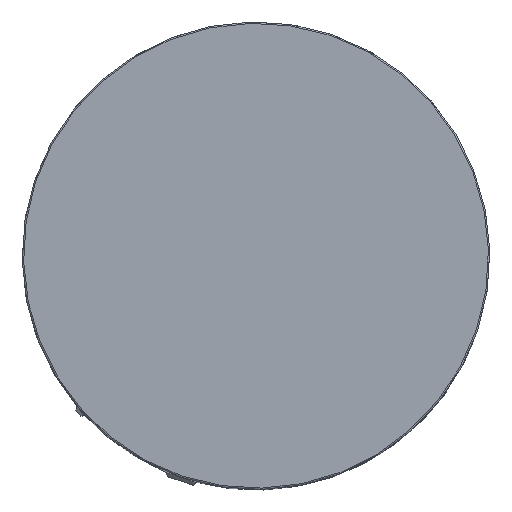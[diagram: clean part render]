
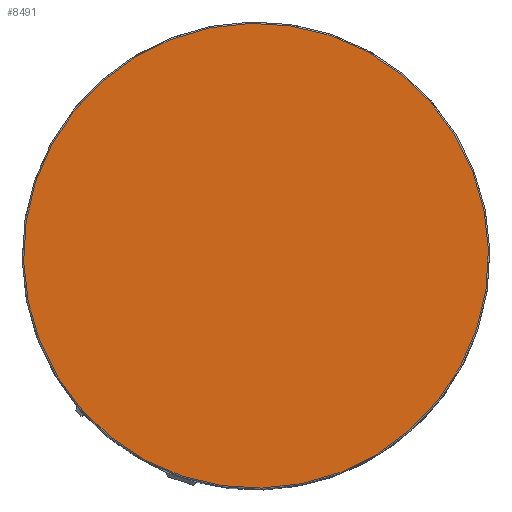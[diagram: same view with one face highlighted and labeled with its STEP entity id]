
A CAD part, top view. The second image highlights one B-rep face of the part: STEP entity #8491.
In plain terms, the highlighted planar face has unit normal (0, 0, 1).
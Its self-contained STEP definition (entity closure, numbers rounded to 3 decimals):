
#929 = EDGE_CURVE ( 'NONE', #2489, #15356, #3109, .T. ) ;
#2079 = CARTESIAN_POINT ( 'NONE',  ( 34.8, 0., 50. ) ) ;
#2489 = VERTEX_POINT ( 'NONE', #2079 ) ;
#2855 = CARTESIAN_POINT ( 'NONE',  ( 0., 0., 50. ) ) ;
#3109 = CIRCLE ( 'NONE', #10236, 34.8 ) ;
#5411 = DIRECTION ( 'NONE',  ( 1., 0., 0. ) ) ;
#5895 = PLANE ( 'NONE',  #8257 ) ;
#7020 = CARTESIAN_POINT ( 'NONE',  ( 0., 0., 50. ) ) ;
#7238 = DIRECTION ( 'NONE',  ( 1., 0., 0. ) ) ;
#8257 = AXIS2_PLACEMENT_3D ( 'NONE', #8585, #15442, #7238 ) ;
#8305 = DIRECTION ( 'NONE',  ( 1., 0., 0. ) ) ;
#8491 = ADVANCED_FACE ( 'NONE', ( #15354 ), #5895, .T. ) ;
#8585 = CARTESIAN_POINT ( 'NONE',  ( 0., 32.05, 50. ) ) ;
#8989 = ORIENTED_EDGE ( 'NONE', *, *, #15464, .T. ) ;
#9643 = DIRECTION ( 'NONE',  ( 0., 0., 1. ) ) ;
#10236 = AXIS2_PLACEMENT_3D ( 'NONE', #2855, #9643, #8305 ) ;
#11522 = CARTESIAN_POINT ( 'NONE',  ( -34.8, 0., 50. ) ) ;
#12465 = DIRECTION ( 'NONE',  ( 0., 0., 1. ) ) ;
#15354 = FACE_OUTER_BOUND ( 'NONE', #15932, .T. ) ;
#15356 = VERTEX_POINT ( 'NONE', #11522 ) ;
#15442 = DIRECTION ( 'NONE',  ( 0., 0., 1. ) ) ;
#15464 = EDGE_CURVE ( 'NONE', #15356, #2489, #16088, .T. ) ;
#15932 = EDGE_LOOP ( 'NONE', ( #17591, #8989 ) ) ;
#16088 = CIRCLE ( 'NONE', #17210, 34.8 ) ;
#17210 = AXIS2_PLACEMENT_3D ( 'NONE', #7020, #12465, #5411 ) ;
#17591 = ORIENTED_EDGE ( 'NONE', *, *, #929, .T. ) ;
